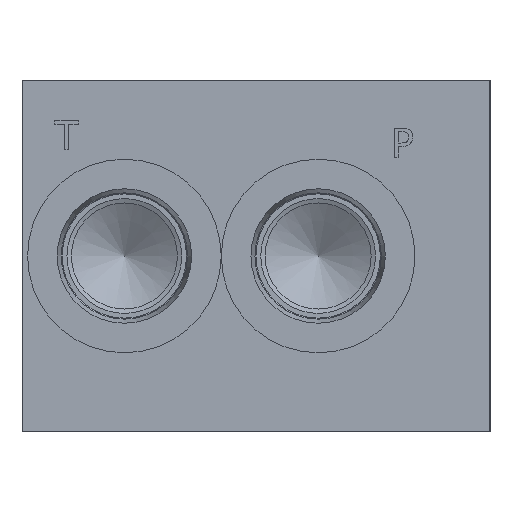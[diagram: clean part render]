
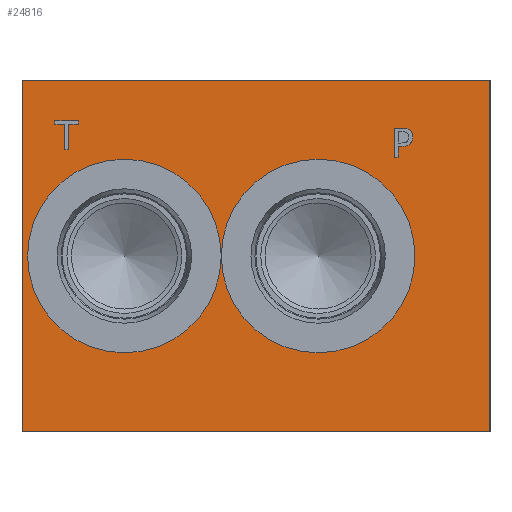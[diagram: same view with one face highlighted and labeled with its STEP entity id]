
A CAD part, left-side view. The second image highlights one B-rep face of the part: STEP entity #24816.
In plain terms, the highlighted planar face has unit normal (-1, 0, 0).
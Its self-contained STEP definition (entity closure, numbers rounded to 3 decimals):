
#358=CIRCLE('',#25884,21.019);
#359=CIRCLE('',#25885,21.019);
#360=CIRCLE('',#25886,21.019);
#361=CIRCLE('',#25887,21.019);
#1053=FACE_BOUND('',#4051,.T.);
#1054=FACE_BOUND('',#4052,.T.);
#1055=FACE_BOUND('',#4053,.T.);
#1056=FACE_BOUND('',#4054,.T.);
#1666=PLANE('',#25883);
#2625=FACE_OUTER_BOUND('',#4050,.T.);
#4050=EDGE_LOOP('',(#20209,#20210,#20211,#20212));
#4051=EDGE_LOOP('',(#20213,#20214));
#4052=EDGE_LOOP('',(#20215,#20216));
#4053=EDGE_LOOP('',(#20217,#20218,#20219,#20220,#20221,#20222,#20223,#20224));
#4054=EDGE_LOOP('',(#20225,#20226,#20227,#20228,#20229,#20230,#20231,#20232,
#20233));
#4801=LINE('',#33105,#6937);
#5225=LINE('',#35725,#7361);
#5960=LINE('',#39405,#8096);
#6285=LINE('',#41187,#8421);
#6288=LINE('',#41193,#8424);
#6291=LINE('',#41199,#8427);
#6294=LINE('',#41205,#8430);
#6297=LINE('',#41211,#8433);
#6301=LINE('',#41252,#8437);
#6302=LINE('',#41263,#8438);
#6303=LINE('',#41265,#8439);
#6304=LINE('',#41267,#8440);
#6305=LINE('',#41269,#8441);
#6306=LINE('',#41271,#8442);
#6307=LINE('',#41273,#8443);
#6308=LINE('',#41275,#8444);
#6309=LINE('',#41276,#8445);
#6937=VECTOR('',#27135,10.);
#7361=VECTOR('',#27707,10.);
#8096=VECTOR('',#29032,10.);
#8421=VECTOR('',#29629,10.);
#8424=VECTOR('',#29634,10.);
#8427=VECTOR('',#29639,10.);
#8430=VECTOR('',#29644,10.);
#8433=VECTOR('',#29649,10.);
#8437=VECTOR('',#29657,10.);
#8438=VECTOR('',#29666,10.);
#8439=VECTOR('',#29667,10.);
#8440=VECTOR('',#29668,10.);
#8441=VECTOR('',#29669,10.);
#8442=VECTOR('',#29670,10.);
#8443=VECTOR('',#29671,10.);
#8444=VECTOR('',#29672,10.);
#8445=VECTOR('',#29673,10.);
#9604=B_SPLINE_CURVE_WITH_KNOTS('',2,(#41154,#41155,#41156,#41157),
 .UNSPECIFIED.,.F.,.F.,(3,1,3),(0.,1.,2.),.UNSPECIFIED.);
#9606=B_SPLINE_CURVE_WITH_KNOTS('',2,(#41175,#41176,#41177,#41178),
 .UNSPECIFIED.,.F.,.F.,(3,1,3),(0.,1.,2.),.UNSPECIFIED.);
#9608=B_SPLINE_CURVE_WITH_KNOTS('',2,(#41224,#41225,#41226,#41227),
 .UNSPECIFIED.,.F.,.F.,(3,1,3),(0.,1.,2.),.UNSPECIFIED.);
#9610=B_SPLINE_CURVE_WITH_KNOTS('',2,(#41242,#41243,#41244,#41245),
 .UNSPECIFIED.,.F.,.F.,(3,1,3),(0.,1.,2.),.UNSPECIFIED.);
#9834=VERTEX_POINT('',#33101);
#9835=VERTEX_POINT('',#33103);
#10396=VERTEX_POINT('',#35722);
#10397=VERTEX_POINT('',#35724);
#11298=VERTEX_POINT('',#41152);
#11299=VERTEX_POINT('',#41153);
#11302=VERTEX_POINT('',#41174);
#11304=VERTEX_POINT('',#41186);
#11306=VERTEX_POINT('',#41192);
#11308=VERTEX_POINT('',#41198);
#11310=VERTEX_POINT('',#41204);
#11312=VERTEX_POINT('',#41210);
#11314=VERTEX_POINT('',#41223);
#11316=VERTEX_POINT('',#41253);
#11317=VERTEX_POINT('',#41254);
#11318=VERTEX_POINT('',#41257);
#11319=VERTEX_POINT('',#41258);
#11320=VERTEX_POINT('',#41261);
#11321=VERTEX_POINT('',#41262);
#11322=VERTEX_POINT('',#41264);
#11323=VERTEX_POINT('',#41266);
#11324=VERTEX_POINT('',#41268);
#11325=VERTEX_POINT('',#41270);
#11326=VERTEX_POINT('',#41272);
#11327=VERTEX_POINT('',#41274);
#12337=EDGE_CURVE('',#9834,#9835,#4801,.T.);
#13021=EDGE_CURVE('',#10396,#10397,#5225,.T.);
#13994=EDGE_CURVE('',#10396,#9834,#5960,.T.);
#14464=EDGE_CURVE('',#11298,#11299,#9604,.T.);
#14468=EDGE_CURVE('',#11302,#11298,#9606,.T.);
#14471=EDGE_CURVE('',#11304,#11302,#6285,.T.);
#14474=EDGE_CURVE('',#11306,#11304,#6288,.T.);
#14477=EDGE_CURVE('',#11308,#11306,#6291,.T.);
#14480=EDGE_CURVE('',#11310,#11308,#6294,.T.);
#14483=EDGE_CURVE('',#11312,#11310,#6297,.T.);
#14486=EDGE_CURVE('',#11314,#11312,#9608,.T.);
#14489=EDGE_CURVE('',#11299,#11314,#9610,.T.);
#14491=EDGE_CURVE('',#10397,#9835,#6301,.T.);
#14492=EDGE_CURVE('',#11316,#11317,#358,.T.);
#14493=EDGE_CURVE('',#11317,#11316,#359,.T.);
#14494=EDGE_CURVE('',#11318,#11319,#360,.T.);
#14495=EDGE_CURVE('',#11319,#11318,#361,.T.);
#14496=EDGE_CURVE('',#11320,#11321,#6302,.T.);
#14497=EDGE_CURVE('',#11321,#11322,#6303,.T.);
#14498=EDGE_CURVE('',#11322,#11323,#6304,.T.);
#14499=EDGE_CURVE('',#11323,#11324,#6305,.T.);
#14500=EDGE_CURVE('',#11324,#11325,#6306,.T.);
#14501=EDGE_CURVE('',#11325,#11326,#6307,.T.);
#14502=EDGE_CURVE('',#11326,#11327,#6308,.T.);
#14503=EDGE_CURVE('',#11327,#11320,#6309,.T.);
#20209=ORIENTED_EDGE('',*,*,#13994,.T.);
#20210=ORIENTED_EDGE('',*,*,#12337,.T.);
#20211=ORIENTED_EDGE('',*,*,#14491,.F.);
#20212=ORIENTED_EDGE('',*,*,#13021,.F.);
#20213=ORIENTED_EDGE('',*,*,#14492,.T.);
#20214=ORIENTED_EDGE('',*,*,#14493,.T.);
#20215=ORIENTED_EDGE('',*,*,#14494,.T.);
#20216=ORIENTED_EDGE('',*,*,#14495,.T.);
#20217=ORIENTED_EDGE('',*,*,#14496,.T.);
#20218=ORIENTED_EDGE('',*,*,#14497,.T.);
#20219=ORIENTED_EDGE('',*,*,#14498,.T.);
#20220=ORIENTED_EDGE('',*,*,#14499,.T.);
#20221=ORIENTED_EDGE('',*,*,#14500,.T.);
#20222=ORIENTED_EDGE('',*,*,#14501,.T.);
#20223=ORIENTED_EDGE('',*,*,#14502,.T.);
#20224=ORIENTED_EDGE('',*,*,#14503,.T.);
#20225=ORIENTED_EDGE('',*,*,#14464,.T.);
#20226=ORIENTED_EDGE('',*,*,#14489,.T.);
#20227=ORIENTED_EDGE('',*,*,#14486,.T.);
#20228=ORIENTED_EDGE('',*,*,#14483,.T.);
#20229=ORIENTED_EDGE('',*,*,#14480,.T.);
#20230=ORIENTED_EDGE('',*,*,#14477,.T.);
#20231=ORIENTED_EDGE('',*,*,#14474,.T.);
#20232=ORIENTED_EDGE('',*,*,#14471,.T.);
#20233=ORIENTED_EDGE('',*,*,#14468,.T.);
#24816=ADVANCED_FACE('',(#2625,#1053,#1054,#1055,#1056),#1666,.T.);
#25883=AXIS2_PLACEMENT_3D('',#41251,#29655,#29656);
#25884=AXIS2_PLACEMENT_3D('',#41255,#29658,#29659);
#25885=AXIS2_PLACEMENT_3D('',#41256,#29660,#29661);
#25886=AXIS2_PLACEMENT_3D('',#41259,#29662,#29663);
#25887=AXIS2_PLACEMENT_3D('',#41260,#29664,#29665);
#27135=DIRECTION('',(0.,0.,1.));
#27707=DIRECTION('',(0.,0.,1.));
#29032=DIRECTION('',(0.,-1.,0.));
#29629=DIRECTION('',(0.,-1.,0.));
#29634=DIRECTION('',(0.,0.,1.));
#29639=DIRECTION('',(0.,1.,0.));
#29644=DIRECTION('',(0.,0.,-1.));
#29649=DIRECTION('',(0.,1.,0.));
#29655=DIRECTION('center_axis',(-1.,0.,0.));
#29656=DIRECTION('ref_axis',(0.,-1.,0.));
#29657=DIRECTION('',(0.,-1.,0.));
#29658=DIRECTION('center_axis',(1.,0.,0.));
#29659=DIRECTION('ref_axis',(0.,0.,1.));
#29660=DIRECTION('center_axis',(1.,0.,0.));
#29661=DIRECTION('ref_axis',(0.,0.,1.));
#29662=DIRECTION('center_axis',(1.,0.,0.));
#29663=DIRECTION('ref_axis',(0.,0.,1.));
#29664=DIRECTION('center_axis',(1.,0.,0.));
#29665=DIRECTION('ref_axis',(0.,0.,1.));
#29666=DIRECTION('',(0.,1.,0.));
#29667=DIRECTION('',(0.,0.,1.));
#29668=DIRECTION('',(0.,1.,0.));
#29669=DIRECTION('',(0.,0.,1.));
#29670=DIRECTION('',(0.,-1.,0.));
#29671=DIRECTION('',(0.,0.,-1.));
#29672=DIRECTION('',(0.,1.,0.));
#29673=DIRECTION('',(0.,0.,-1.));
#33101=CARTESIAN_POINT('',(0.,0.,0.));
#33103=CARTESIAN_POINT('',(0.,0.,76.2));
#33105=CARTESIAN_POINT('',(0.,0.,0.));
#35722=CARTESIAN_POINT('',(0.,101.6,0.));
#35724=CARTESIAN_POINT('',(0.,101.6,76.2));
#35725=CARTESIAN_POINT('',(0.,101.6,0.));
#39405=CARTESIAN_POINT('',(0.,101.6,0.));
#41152=CARTESIAN_POINT('',(0.,17.531,65.485));
#41153=CARTESIAN_POINT('',(0.,16.774,63.967));
#41154=CARTESIAN_POINT('Ctrl Pts',(0.,17.531,65.485));
#41155=CARTESIAN_POINT('Ctrl Pts',(0.,17.176,65.243));
#41156=CARTESIAN_POINT('Ctrl Pts',(0.,16.774,64.497));
#41157=CARTESIAN_POINT('Ctrl Pts',(0.,16.774,63.967));
#41174=CARTESIAN_POINT('',(0.,19.193,65.881));
#41175=CARTESIAN_POINT('Ctrl Pts',(0.,19.193,65.881));
#41176=CARTESIAN_POINT('Ctrl Pts',(0.,18.627,65.881));
#41177=CARTESIAN_POINT('Ctrl Pts',(0.,17.834,65.696));
#41178=CARTESIAN_POINT('Ctrl Pts',(0.,17.531,65.485));
#41186=CARTESIAN_POINT('',(0.,20.788,65.881));
#41187=CARTESIAN_POINT('',(0.,61.194,65.881));
#41192=CARTESIAN_POINT('',(0.,20.788,59.531));
#41193=CARTESIAN_POINT('',(0.,20.788,29.766));
#41198=CARTESIAN_POINT('',(0.,19.944,59.531));
#41199=CARTESIAN_POINT('',(0.,60.772,59.531));
#41204=CARTESIAN_POINT('',(0.,19.944,61.898));
#41205=CARTESIAN_POINT('',(0.,19.944,30.949));
#41210=CARTESIAN_POINT('',(0.,19.229,61.898));
#41211=CARTESIAN_POINT('',(0.,60.414,61.898));
#41223=CARTESIAN_POINT('',(0.,17.33,62.557));
#41224=CARTESIAN_POINT('Ctrl Pts',(0.,17.33,62.557));
#41225=CARTESIAN_POINT('Ctrl Pts',(0.,17.659,62.233));
#41226=CARTESIAN_POINT('Ctrl Pts',(0.,18.55,61.898));
#41227=CARTESIAN_POINT('Ctrl Pts',(0.,19.229,61.898));
#41242=CARTESIAN_POINT('Ctrl Pts',(0.,16.774,63.967));
#41243=CARTESIAN_POINT('Ctrl Pts',(0.,16.774,63.555));
#41244=CARTESIAN_POINT('Ctrl Pts',(0.,17.068,62.814));
#41245=CARTESIAN_POINT('Ctrl Pts',(0.,17.33,62.557));
#41251=CARTESIAN_POINT('Origin',(0.,101.6,0.));
#41252=CARTESIAN_POINT('',(0.,101.6,76.2));
#41253=CARTESIAN_POINT('',(0.,79.375,59.119));
#41254=CARTESIAN_POINT('',(0.,79.375,17.082));
#41255=CARTESIAN_POINT('Origin',(0.,79.375,38.1));
#41256=CARTESIAN_POINT('Origin',(0.,79.375,38.1));
#41257=CARTESIAN_POINT('',(0.,37.313,59.119));
#41258=CARTESIAN_POINT('',(0.,37.313,17.082));
#41259=CARTESIAN_POINT('Origin',(0.,37.313,38.1));
#41260=CARTESIAN_POINT('Origin',(0.,37.313,38.1));
#41261=CARTESIAN_POINT('',(0.,91.487,61.119));
#41262=CARTESIAN_POINT('',(0.,92.331,61.119));
#41263=CARTESIAN_POINT('',(0.,96.544,61.119));
#41264=CARTESIAN_POINT('',(0.,92.331,66.717));
#41265=CARTESIAN_POINT('',(0.,92.331,30.559));
#41266=CARTESIAN_POINT('',(0.,94.461,66.717));
#41267=CARTESIAN_POINT('',(0.,96.966,66.717));
#41268=CARTESIAN_POINT('',(0.,94.461,67.469));
#41269=CARTESIAN_POINT('',(0.,94.461,33.359));
#41270=CARTESIAN_POINT('',(0.,89.357,67.469));
#41271=CARTESIAN_POINT('',(0.,98.031,67.469));
#41272=CARTESIAN_POINT('',(0.,89.357,66.717));
#41273=CARTESIAN_POINT('',(0.,89.357,33.734));
#41274=CARTESIAN_POINT('',(0.,91.487,66.717));
#41275=CARTESIAN_POINT('',(0.,95.478,66.717));
#41276=CARTESIAN_POINT('',(0.,91.487,33.359));
